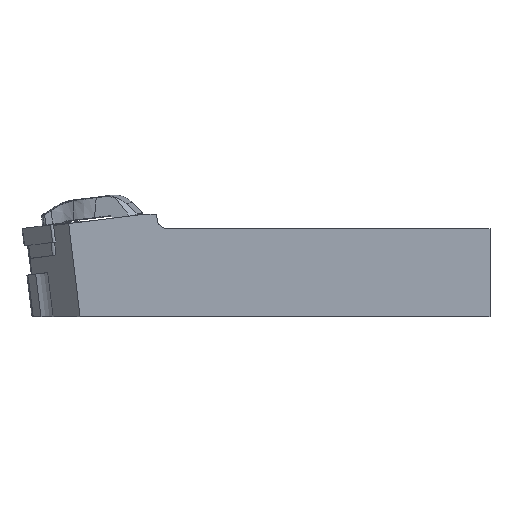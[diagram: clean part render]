
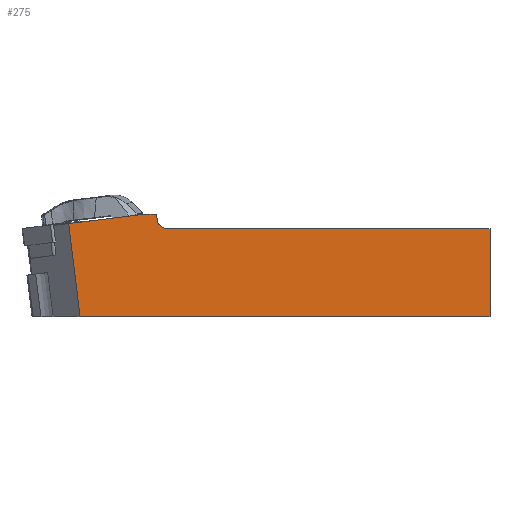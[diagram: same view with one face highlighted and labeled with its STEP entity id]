
A CAD part, front view. The second image highlights one B-rep face of the part: STEP entity #275.
In plain terms, the highlighted planar face has unit normal (0, -1, 0).
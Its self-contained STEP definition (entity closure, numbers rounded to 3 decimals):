
#275=ADVANCED_FACE('',(#453),#396,.F.);
#396=PLANE('',#2132);
#453=FACE_OUTER_BOUND('',#574,.T.);
#574=EDGE_LOOP('',(#737,#738,#739,#740,#741,#742,#743,#744));
#737=ORIENTED_EDGE('',*,*,#1542,.F.);
#738=ORIENTED_EDGE('',*,*,#1522,.T.);
#739=ORIENTED_EDGE('',*,*,#1543,.T.);
#740=ORIENTED_EDGE('',*,*,#1544,.F.);
#741=ORIENTED_EDGE('',*,*,#1545,.F.);
#742=ORIENTED_EDGE('',*,*,#1546,.F.);
#743=ORIENTED_EDGE('',*,*,#1547,.T.);
#744=ORIENTED_EDGE('',*,*,#1539,.F.);
#1323=VERTEX_POINT('',#2811);
#1324=VERTEX_POINT('',#2813);
#1339=VERTEX_POINT('',#2857);
#1341=VERTEX_POINT('',#2860);
#1343=VERTEX_POINT('',#2867);
#1344=VERTEX_POINT('',#2869);
#1345=VERTEX_POINT('',#2871);
#1346=VERTEX_POINT('',#2873);
#1522=EDGE_CURVE('',#1324,#1323,#1828,.T.);
#1539=EDGE_CURVE('',#1339,#1341,#1842,.T.);
#1542=EDGE_CURVE('',#1324,#1339,#1845,.T.);
#1543=EDGE_CURVE('',#1323,#1343,#1846,.T.);
#1544=EDGE_CURVE('',#1344,#1343,#1847,.T.);
#1545=EDGE_CURVE('',#1345,#1344,#1848,.T.);
#1546=EDGE_CURVE('',#1346,#1345,#1849,.T.);
#1547=EDGE_CURVE('',#1346,#1341,#1850,.T.);
#1828=LINE('',#2812,#1982);
#1842=LINE('',#2859,#1996);
#1845=LINE('',#2865,#1999);
#1846=LINE('',#2866,#2000);
#1847=LINE('',#2868,#2001);
#1848=LINE('',#2870,#2002);
#1849=LINE('',#2872,#2003);
#1850=LINE('',#2874,#2004);
#1982=VECTOR('',#2320,1.);
#1996=VECTOR('',#2338,1.);
#1999=VECTOR('',#2343,1.);
#2000=VECTOR('',#2344,1.);
#2001=VECTOR('',#2345,1.);
#2002=VECTOR('',#2346,1.);
#2003=VECTOR('',#2347,1.);
#2004=VECTOR('',#2348,1.);
#2132=AXIS2_PLACEMENT_3D('',#2875,#2349,#2350);
#2320=DIRECTION('',(-0.993,0.,-0.122));
#2338=DIRECTION('',(0.174,0.,-0.985));
#2343=DIRECTION('',(1.,0.,0.));
#2344=DIRECTION('',(0.122,0.,-0.993));
#2345=DIRECTION('',(-1.,0.,0.));
#2346=DIRECTION('',(0.,0.,-1.));
#2347=DIRECTION('',(1.,0.,0.));
#2348=DIRECTION('',(-0.819,0.,0.574));
#2349=DIRECTION('',(0.,1.,0.));
#2350=DIRECTION('',(-1.,0.,0.));
#2811=CARTESIAN_POINT('',(17.242,-32.,1.824));
#2812=CARTESIAN_POINT('',(-6.146,-32.,-1.048));
#2813=CARTESIAN_POINT('',(45.555,-32.,5.3));
#2857=CARTESIAN_POINT('',(49.065,-32.,5.3));
#2859=CARTESIAN_POINT('',(38.171,-32.,67.083));
#2860=CARTESIAN_POINT('',(49.718,-32.,1.598));
#2865=CARTESIAN_POINT('',(-2.,-32.,5.3));
#2866=CARTESIAN_POINT('',(19.277,-32.,-14.752));
#2867=CARTESIAN_POINT('',(21.395,-32.,-32.));
#2868=CARTESIAN_POINT('',(-2.,-32.,-32.));
#2869=CARTESIAN_POINT('',(170.,-32.,-32.));
#2870=CARTESIAN_POINT('',(170.,-32.,60.));
#2871=CARTESIAN_POINT('',(170.,-32.,0.));
#2872=CARTESIAN_POINT('',(-2.,-32.,0.));
#2873=CARTESIAN_POINT('',(52.,-32.,0.));
#2874=CARTESIAN_POINT('',(-12.425,-32.,45.111));
#2875=CARTESIAN_POINT('',(-2.,-32.,60.));
